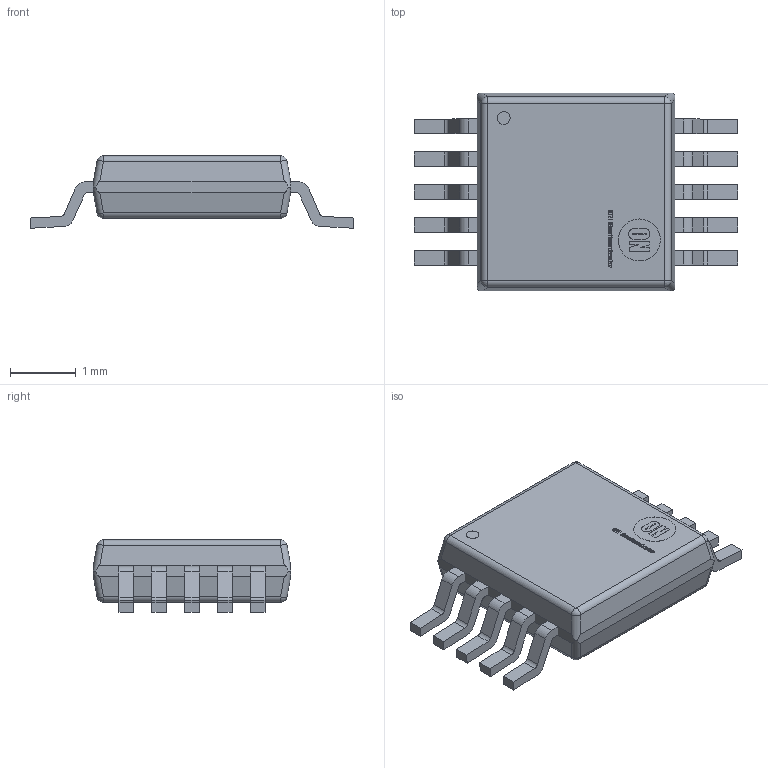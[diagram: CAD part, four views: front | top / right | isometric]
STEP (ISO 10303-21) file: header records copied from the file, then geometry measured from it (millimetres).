
FILE_DESCRIPTION(/* description */ (''),/* implementation_level */ '2;1');
FILE_NAME(/* name */ '1.stp',/* time_stamp */ '2020-05-25T00:16:07+02:00',/* author */ ('k'),/* organization */ (''),/* preprocessor_version */ 'ST-DEVELOPER v15.6',/* originating_system */ 'Autodesk Inventor 2015',/* authorisation */ '');
FILE_SCHEMA (('AUTOMOTIVE_DESIGN { 1 0 10303 214 3 1 1 }'));
Length unit declared in the file: millimetre
Products named in the file (6): Body; Leg; On-Semi Yury adjustable; On-Semi Yury adjustable - Copy; On-Semi Logo Assemply; QFP Template
Bounding box: 4.92 x 3 x 1.1 mm (x, y, z)
Volume: 8.7 mm3; surface area: 38.5 mm2
Topology: 30 solids, 30 shells, 529 faces, 1383 edges, 914 vertices
Faces by surface type: plane 266, bspline 198, cylinder 57, sphere 8
Full cylindrical faces by diameter (mm): 0.194 x1
Entity records: 20610 total; most frequent: CARTESIAN_POINT 8696, ORIENTED_EDGE 2764, DIRECTION 1796, EDGE_CURVE 1382, VERTEX_POINT 914, LINE 860, VECTOR 860, EDGE_LOOP 544
